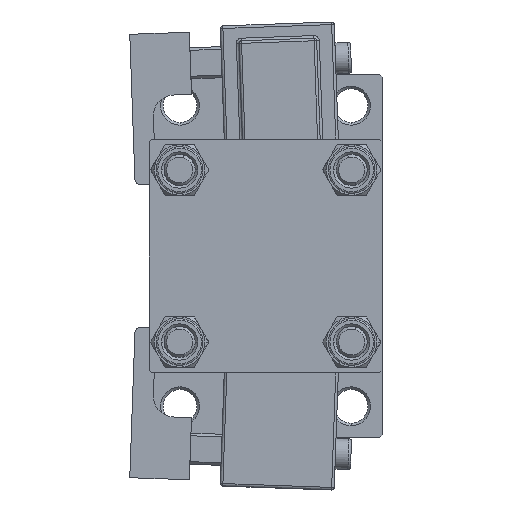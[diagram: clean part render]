
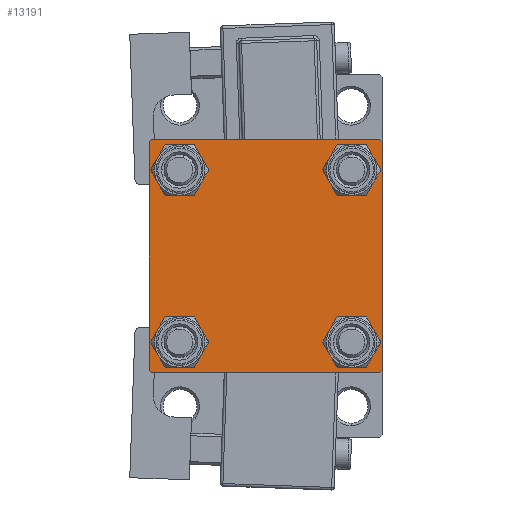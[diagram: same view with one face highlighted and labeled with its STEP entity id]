
A CAD part, left-side view. The second image highlights one B-rep face of the part: STEP entity #13191.
In plain terms, the highlighted planar face has unit normal (-1, 0, 0).
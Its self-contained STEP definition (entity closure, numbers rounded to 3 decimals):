
#196 = AXIS2_PLACEMENT_3D ( 'NONE', #33923, #14440, #29426 ) ;
#615 = CIRCLE ( 'NONE', #29319, 3.5 ) ;
#836 = EDGE_CURVE ( 'NONE', #14477, #24133, #28918, .T. ) ;
#1036 = ORIENTED_EDGE ( 'NONE', *, *, #35478, .T. ) ;
#1487 = VECTOR ( 'NONE', #43120, 1000. ) ;
#1676 = CARTESIAN_POINT ( 'NONE',  ( 0., -16.6, 20.1 ) ) ;
#1996 = DIRECTION ( 'NONE',  ( 1., 0., 0. ) ) ;
#2472 = VECTOR ( 'NONE', #26859, 1000. ) ;
#3264 = AXIS2_PLACEMENT_3D ( 'NONE', #14791, #45524, #44784 ) ;
#3597 = CARTESIAN_POINT ( 'NONE',  ( 0., 22.5, 22.5 ) ) ;
#3612 = CARTESIAN_POINT ( 'NONE',  ( 0., -22.5, 22.5 ) ) ;
#3646 = ORIENTED_EDGE ( 'NONE', *, *, #25532, .T. ) ;
#3683 = PLANE ( 'NONE',  #196 ) ;
#3906 = ORIENTED_EDGE ( 'NONE', *, *, #4552, .T. ) ;
#4127 = VECTOR ( 'NONE', #31819, 1000. ) ;
#4215 = CARTESIAN_POINT ( 'NONE',  ( 0., 16.6, 13.1 ) ) ;
#4510 = VECTOR ( 'NONE', #34838, 1000. ) ;
#4552 = EDGE_CURVE ( 'NONE', #47466, #36840, #12319, .T. ) ;
#4702 = CARTESIAN_POINT ( 'NONE',  ( 0., -16.6, -20.1 ) ) ;
#5532 = DIRECTION ( 'NONE',  ( 0., 0., 1. ) ) ;
#5874 = VECTOR ( 'NONE', #11590, 1000. ) ;
#6360 = DIRECTION ( 'NONE',  ( 0., 0., 1. ) ) ;
#7340 = VERTEX_POINT ( 'NONE', #17486 ) ;
#7542 = EDGE_CURVE ( 'NONE', #40254, #15467, #37974, .T. ) ;
#7803 = CIRCLE ( 'NONE', #15757, 3.5 ) ;
#8866 = CARTESIAN_POINT ( 'NONE',  ( 0., -22.25, 22.25 ) ) ;
#9068 = DIRECTION ( 'NONE',  ( 0., 0., 1. ) ) ;
#9370 = AXIS2_PLACEMENT_3D ( 'NONE', #38630, #30626, #23132 ) ;
#9904 = DIRECTION ( 'NONE',  ( 0., 0., 1. ) ) ;
#9985 = ORIENTED_EDGE ( 'NONE', *, *, #11391, .T. ) ;
#10562 = VECTOR ( 'NONE', #36666, 1000. ) ;
#10628 = CARTESIAN_POINT ( 'NONE',  ( 0., -16.6, 13.1 ) ) ;
#10690 = EDGE_CURVE ( 'NONE', #23210, #42208, #24805, .T. ) ;
#11002 = VECTOR ( 'NONE', #15863, 1000. ) ;
#11378 = CARTESIAN_POINT ( 'NONE',  ( 0., 22.5, 22.5 ) ) ;
#11391 = EDGE_CURVE ( 'NONE', #24133, #12439, #34832, .T. ) ;
#11590 = DIRECTION ( 'NONE',  ( 0., -1., 0. ) ) ;
#11599 = LINE ( 'NONE', #29592, #26281 ) ;
#11648 = AXIS2_PLACEMENT_3D ( 'NONE', #29336, #33337, #6360 ) ;
#11865 = LINE ( 'NONE', #11378, #11002 ) ;
#12138 = ORIENTED_EDGE ( 'NONE', *, *, #40116, .T. ) ;
#12217 = ORIENTED_EDGE ( 'NONE', *, *, #28883, .T. ) ;
#12319 = CIRCLE ( 'NONE', #40262, 3.5 ) ;
#12439 = VERTEX_POINT ( 'NONE', #38656 ) ;
#12992 = CARTESIAN_POINT ( 'NONE',  ( 0., 22.5, -22. ) ) ;
#13090 = CARTESIAN_POINT ( 'NONE',  ( 0., 22.5, 22. ) ) ;
#13191 = ADVANCED_FACE ( 'NONE', ( #25185, #17685, #13946, #28691, #43953 ), #3683, .T. ) ;
#13671 = CARTESIAN_POINT ( 'NONE',  ( 0., -22.5, -22. ) ) ;
#13840 = CARTESIAN_POINT ( 'NONE',  ( 0., -22., 22.5 ) ) ;
#13860 = EDGE_LOOP ( 'NONE', ( #1036, #3906 ) ) ;
#13946 = FACE_BOUND ( 'NONE', #13860, .T. ) ;
#14136 = CARTESIAN_POINT ( 'NONE',  ( 0., 16.6, -16.6 ) ) ;
#14294 = ORIENTED_EDGE ( 'NONE', *, *, #10690, .T. ) ;
#14440 = DIRECTION ( 'NONE',  ( -1., 0., 0. ) ) ;
#14477 = VERTEX_POINT ( 'NONE', #12992 ) ;
#14660 = VERTEX_POINT ( 'NONE', #13671 ) ;
#14791 = CARTESIAN_POINT ( 'NONE',  ( 0., 16.6, 16.6 ) ) ;
#15467 = VERTEX_POINT ( 'NONE', #4702 ) ;
#15757 = AXIS2_PLACEMENT_3D ( 'NONE', #14136, #44387, #9904 ) ;
#15863 = DIRECTION ( 'NONE',  ( 0., 0., -1. ) ) ;
#16012 = EDGE_CURVE ( 'NONE', #7340, #20110, #38823, .T. ) ;
#17106 = LINE ( 'NONE', #8866, #1487 ) ;
#17486 = CARTESIAN_POINT ( 'NONE',  ( 0., 22., 22.5 ) ) ;
#17685 = FACE_BOUND ( 'NONE', #43590, .T. ) ;
#17832 = CARTESIAN_POINT ( 'NONE',  ( 0., -16.6, -13.1 ) ) ;
#19267 = ORIENTED_EDGE ( 'NONE', *, *, #16012, .F. ) ;
#19374 = EDGE_LOOP ( 'NONE', ( #31412, #37368, #9985, #32443, #37358, #12138, #19267, #44660 ) ) ;
#20110 = VERTEX_POINT ( 'NONE', #13840 ) ;
#21418 = CARTESIAN_POINT ( 'NONE',  ( 0., 22.25, -22.25 ) ) ;
#21504 = DIRECTION ( 'NONE',  ( 1., 0., 0. ) ) ;
#23094 = CARTESIAN_POINT ( 'NONE',  ( 0., 16.6, -20.1 ) ) ;
#23132 = DIRECTION ( 'NONE',  ( 0., 0., 1. ) ) ;
#23210 = VERTEX_POINT ( 'NONE', #4215 ) ;
#24133 = VERTEX_POINT ( 'NONE', #48407 ) ;
#24805 = CIRCLE ( 'NONE', #3264, 3.5 ) ;
#25185 = FACE_BOUND ( 'NONE', #44315, .T. ) ;
#25532 = EDGE_CURVE ( 'NONE', #42208, #23210, #42797, .T. ) ;
#26281 = VECTOR ( 'NONE', #37602, 1000. ) ;
#26662 = EDGE_CURVE ( 'NONE', #27050, #14660, #30091, .T. ) ;
#26859 = DIRECTION ( 'NONE',  ( 0., 0.707, -0.707 ) ) ;
#26992 = CARTESIAN_POINT ( 'NONE',  ( 0., -16.6, -16.6 ) ) ;
#27050 = VERTEX_POINT ( 'NONE', #42785 ) ;
#27575 = CARTESIAN_POINT ( 'NONE',  ( 0., 22.5, -22.5 ) ) ;
#28691 = FACE_BOUND ( 'NONE', #47492, .T. ) ;
#28883 = EDGE_CURVE ( 'NONE', #33001, #35567, #30888, .T. ) ;
#28918 = LINE ( 'NONE', #21418, #10562 ) ;
#29319 = AXIS2_PLACEMENT_3D ( 'NONE', #39805, #35055, #9068 ) ;
#29334 = EDGE_CURVE ( 'NONE', #35567, #33001, #615, .T. ) ;
#29336 = CARTESIAN_POINT ( 'NONE',  ( 0., -16.6, -16.6 ) ) ;
#29426 = DIRECTION ( 'NONE',  ( 0., 0., 1. ) ) ;
#29592 = CARTESIAN_POINT ( 'NONE',  ( 0., -22.25, -22.25 ) ) ;
#30091 = LINE ( 'NONE', #3612, #4510 ) ;
#30626 = DIRECTION ( 'NONE',  ( 1., 0., 0. ) ) ;
#30888 = CIRCLE ( 'NONE', #9370, 3.5 ) ;
#30932 = ORIENTED_EDGE ( 'NONE', *, *, #38151, .T. ) ;
#31349 = LINE ( 'NONE', #46606, #2472 ) ;
#31412 = ORIENTED_EDGE ( 'NONE', *, *, #39153, .T. ) ;
#31819 = DIRECTION ( 'NONE',  ( 0., -1., 0. ) ) ;
#32443 = ORIENTED_EDGE ( 'NONE', *, *, #33891, .T. ) ;
#33001 = VERTEX_POINT ( 'NONE', #1676 ) ;
#33337 = DIRECTION ( 'NONE',  ( 1., 0., 0. ) ) ;
#33891 = EDGE_CURVE ( 'NONE', #12439, #14660, #11599, .T. ) ;
#33923 = CARTESIAN_POINT ( 'NONE',  ( 0., 0., 0. ) ) ;
#34832 = LINE ( 'NONE', #27575, #4127 ) ;
#34838 = DIRECTION ( 'NONE',  ( 0., 0., -1. ) ) ;
#35055 = DIRECTION ( 'NONE',  ( 1., 0., 0. ) ) ;
#35092 = VERTEX_POINT ( 'NONE', #13090 ) ;
#35478 = EDGE_CURVE ( 'NONE', #36840, #47466, #7803, .T. ) ;
#35567 = VERTEX_POINT ( 'NONE', #10628 ) ;
#35983 = CARTESIAN_POINT ( 'NONE',  ( 0., 16.6, 16.6 ) ) ;
#36666 = DIRECTION ( 'NONE',  ( 0., -0.707, -0.707 ) ) ;
#36840 = VERTEX_POINT ( 'NONE', #37820 ) ;
#37358 = ORIENTED_EDGE ( 'NONE', *, *, #26662, .F. ) ;
#37368 = ORIENTED_EDGE ( 'NONE', *, *, #836, .T. ) ;
#37602 = DIRECTION ( 'NONE',  ( 0., -0.707, 0.707 ) ) ;
#37820 = CARTESIAN_POINT ( 'NONE',  ( 0., 16.6, -13.1 ) ) ;
#37971 = ORIENTED_EDGE ( 'NONE', *, *, #29334, .T. ) ;
#37974 = CIRCLE ( 'NONE', #11648, 3.5 ) ;
#38151 = EDGE_CURVE ( 'NONE', #15467, #40254, #43813, .T. ) ;
#38615 = CARTESIAN_POINT ( 'NONE',  ( 0., 16.6, 20.1 ) ) ;
#38630 = CARTESIAN_POINT ( 'NONE',  ( 0., -16.6, 16.6 ) ) ;
#38656 = CARTESIAN_POINT ( 'NONE',  ( 0., -22., -22.5 ) ) ;
#38823 = LINE ( 'NONE', #3597, #5874 ) ;
#38998 = DIRECTION ( 'NONE',  ( 0., 0., 1. ) ) ;
#39153 = EDGE_CURVE ( 'NONE', #35092, #14477, #11865, .T. ) ;
#39783 = CARTESIAN_POINT ( 'NONE',  ( 0., 16.6, -16.6 ) ) ;
#39805 = CARTESIAN_POINT ( 'NONE',  ( 0., -16.6, 16.6 ) ) ;
#40116 = EDGE_CURVE ( 'NONE', #27050, #20110, #17106, .T. ) ;
#40254 = VERTEX_POINT ( 'NONE', #17832 ) ;
#40262 = AXIS2_PLACEMENT_3D ( 'NONE', #39783, #21504, #5532 ) ;
#42208 = VERTEX_POINT ( 'NONE', #38615 ) ;
#42225 = ORIENTED_EDGE ( 'NONE', *, *, #7542, .T. ) ;
#42233 = AXIS2_PLACEMENT_3D ( 'NONE', #26992, #42252, #38998 ) ;
#42252 = DIRECTION ( 'NONE',  ( 1., 0., 0. ) ) ;
#42760 = AXIS2_PLACEMENT_3D ( 'NONE', #35983, #1996, #43989 ) ;
#42785 = CARTESIAN_POINT ( 'NONE',  ( 0., -22.5, 22. ) ) ;
#42797 = CIRCLE ( 'NONE', #42760, 3.5 ) ;
#43120 = DIRECTION ( 'NONE',  ( 0., 0.707, 0.707 ) ) ;
#43590 = EDGE_LOOP ( 'NONE', ( #42225, #30932 ) ) ;
#43813 = CIRCLE ( 'NONE', #42233, 3.5 ) ;
#43953 = FACE_OUTER_BOUND ( 'NONE', #19374, .T. ) ;
#43989 = DIRECTION ( 'NONE',  ( 0., 0., 1. ) ) ;
#44315 = EDGE_LOOP ( 'NONE', ( #12217, #37971 ) ) ;
#44387 = DIRECTION ( 'NONE',  ( 1., 0., 0. ) ) ;
#44660 = ORIENTED_EDGE ( 'NONE', *, *, #46154, .T. ) ;
#44784 = DIRECTION ( 'NONE',  ( 0., 0., 1. ) ) ;
#45524 = DIRECTION ( 'NONE',  ( 1., 0., 0. ) ) ;
#46154 = EDGE_CURVE ( 'NONE', #7340, #35092, #31349, .T. ) ;
#46606 = CARTESIAN_POINT ( 'NONE',  ( 0., 22.25, 22.25 ) ) ;
#47466 = VERTEX_POINT ( 'NONE', #23094 ) ;
#47492 = EDGE_LOOP ( 'NONE', ( #3646, #14294 ) ) ;
#48407 = CARTESIAN_POINT ( 'NONE',  ( 0., 22., -22.5 ) ) ;
